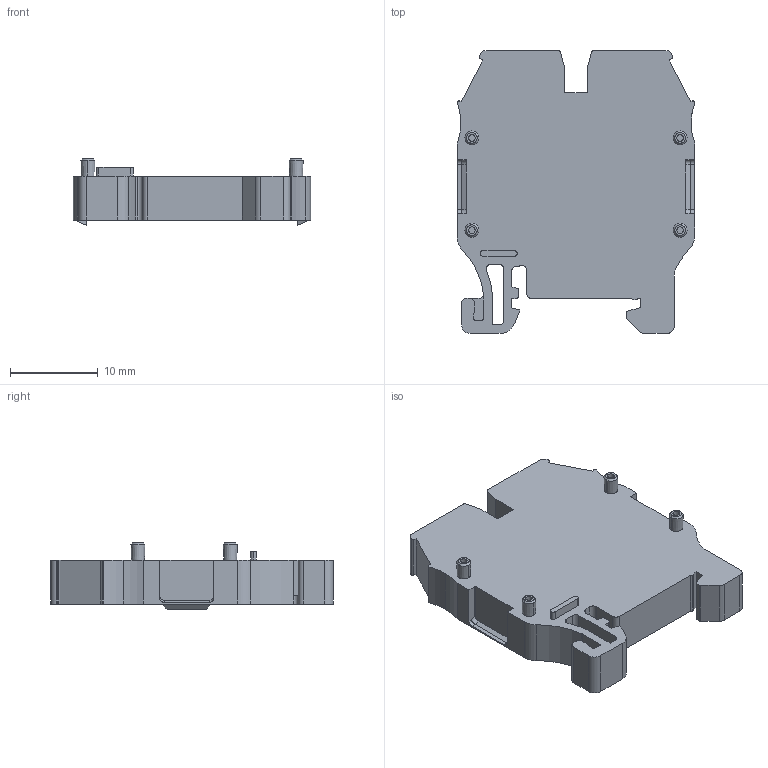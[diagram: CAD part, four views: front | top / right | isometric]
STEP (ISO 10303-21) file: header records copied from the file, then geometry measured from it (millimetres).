
FILE_DESCRIPTION (( 'STEP AP214' ), '1' );
FILE_NAME ('304429_MVK 2,5_Grey.STP', '2013-11-12T11:05:16', ( 'arge' ), ( 'Microsoft' ), 'SwSTEP 2.0', 'SolidWorks 2013', '' );
FILE_SCHEMA (( 'AUTOMOTIVE_DESIGN' ));
Length unit declared in the file: millimetre
Products named in the file (1): 304429_MVK 2,5_Grey
Bounding box: 27 x 32.2 x 7.61 mm (x, y, z)
Volume: 3501.9 mm3; surface area: 2521.3 mm2
Topology: 1 solids, 7 shells, 260 faces, 659 edges, 432 vertices
Faces by surface type: plane 120, cylinder 92, cone 32, torus 8, bspline 4, sphere 4
Entity records: 8128 total; most frequent: CARTESIAN_POINT 1673, DIRECTION 1378, ORIENTED_EDGE 1318, EDGE_CURVE 659, AXIS2_PLACEMENT_3D 493, VERTEX_POINT 432, LINE 392, VECTOR 392
